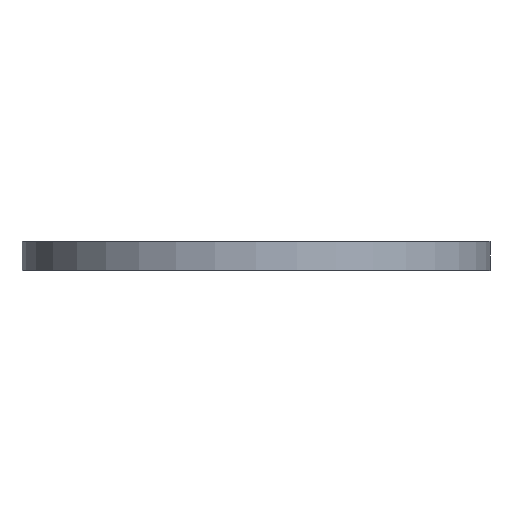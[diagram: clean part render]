
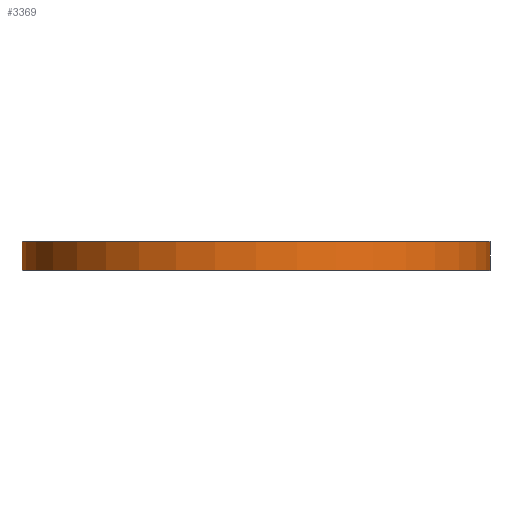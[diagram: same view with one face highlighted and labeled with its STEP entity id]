
A CAD part, front view. The second image highlights one B-rep face of the part: STEP entity #3369.
In plain terms, the highlighted cylindrical face has radius 399.5 mm (diameter 799 mm), a partial arc.
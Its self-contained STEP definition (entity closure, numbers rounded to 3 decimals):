
#6 = EDGE_CURVE ( 'NONE', #2276, #3181, #2116, .T. ) ;
#39 = CARTESIAN_POINT ( 'NONE',  ( -399.5, 0., 49. ) ) ;
#40 = DIRECTION ( 'NONE',  ( 1., 0., 0. ) ) ;
#188 = ORIENTED_EDGE ( 'NONE', *, *, #1072, .F. ) ;
#296 = CARTESIAN_POINT ( 'NONE',  ( 399.5, 0., 1. ) ) ;
#373 = VECTOR ( 'NONE', #3717, 1000. ) ;
#424 = CIRCLE ( 'NONE', #3601, 399.5 ) ;
#624 = DIRECTION ( 'NONE',  ( 0., 0., -1. ) ) ;
#645 = EDGE_LOOP ( 'NONE', ( #188, #3825, #2365, #3277 ) ) ;
#944 = VECTOR ( 'NONE', #1581, 1000. ) ;
#958 = LINE ( 'NONE', #3127, #944 ) ;
#1016 = CARTESIAN_POINT ( 'NONE',  ( 0., 0., 1. ) ) ;
#1017 = VERTEX_POINT ( 'NONE', #39 ) ;
#1072 = EDGE_CURVE ( 'NONE', #3347, #3181, #958, .T. ) ;
#1195 = CARTESIAN_POINT ( 'NONE',  ( -399.5, 0., 50. ) ) ;
#1329 = DIRECTION ( 'NONE',  ( 1., 0., 0. ) ) ;
#1391 = EDGE_CURVE ( 'NONE', #3347, #1017, #424, .T. ) ;
#1581 = DIRECTION ( 'NONE',  ( 0., 0., -1. ) ) ;
#1612 = AXIS2_PLACEMENT_3D ( 'NONE', #3431, #624, #2844 ) ;
#2116 = CIRCLE ( 'NONE', #3482, 399.5 ) ;
#2276 = VERTEX_POINT ( 'NONE', #2471 ) ;
#2365 = ORIENTED_EDGE ( 'NONE', *, *, #3137, .T. ) ;
#2471 = CARTESIAN_POINT ( 'NONE',  ( -399.5, 0., 1. ) ) ;
#2537 = FACE_OUTER_BOUND ( 'NONE', #645, .T. ) ;
#2552 = DIRECTION ( 'NONE',  ( 0., 0., -1. ) ) ;
#2844 = DIRECTION ( 'NONE',  ( -1., 0., 0. ) ) ;
#3093 = LINE ( 'NONE', #1195, #373 ) ;
#3127 = CARTESIAN_POINT ( 'NONE',  ( 399.5, 0., 50. ) ) ;
#3137 = EDGE_CURVE ( 'NONE', #1017, #2276, #3093, .T. ) ;
#3181 = VERTEX_POINT ( 'NONE', #296 ) ;
#3277 = ORIENTED_EDGE ( 'NONE', *, *, #6, .T. ) ;
#3347 = VERTEX_POINT ( 'NONE', #3466 ) ;
#3369 = ADVANCED_FACE ( 'NONE', ( #2537 ), #3774, .T. ) ;
#3431 = CARTESIAN_POINT ( 'NONE',  ( 0., 0., 50. ) ) ;
#3450 = DIRECTION ( 'NONE',  ( 0., 0., 1. ) ) ;
#3466 = CARTESIAN_POINT ( 'NONE',  ( 399.5, 0., 49. ) ) ;
#3479 = CARTESIAN_POINT ( 'NONE',  ( 0., 0., 49. ) ) ;
#3482 = AXIS2_PLACEMENT_3D ( 'NONE', #1016, #3450, #40 ) ;
#3601 = AXIS2_PLACEMENT_3D ( 'NONE', #3479, #2552, #1329 ) ;
#3717 = DIRECTION ( 'NONE',  ( 0., 0., -1. ) ) ;
#3774 = CYLINDRICAL_SURFACE ( 'NONE', #1612, 399.5 ) ;
#3825 = ORIENTED_EDGE ( 'NONE', *, *, #1391, .T. ) ;
